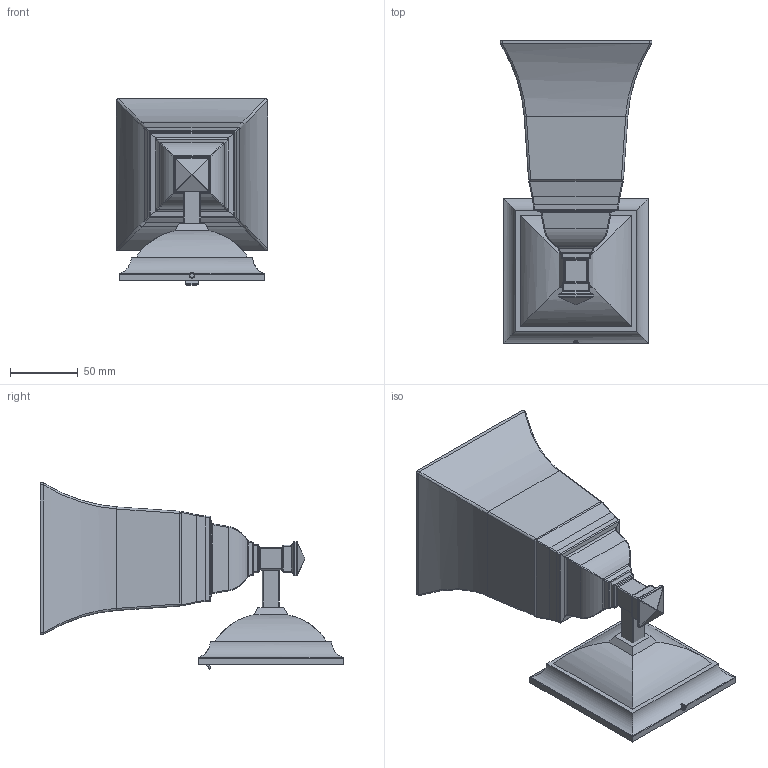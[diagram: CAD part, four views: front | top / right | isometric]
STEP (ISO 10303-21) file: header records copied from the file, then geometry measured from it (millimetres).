
FILE_DESCRIPTION((''),'2;1');
FILE_NAME('19-51SC_SW0001','2010-06-11T',('shambuling'),(''),'PRO/ENGINEER BY PARAMETRIC TECHNOLOGY CORPORATION, 2009300','PRO/ENGINEER BY PARAMETRIC TECHNOLOGY CORPORATION, 2009300','');
FILE_SCHEMA(('CONFIG_CONTROL_DESIGN'));
Length unit declared in the file: inch
Products named in the file (1): 19-51SC_SW0001
Bounding box: 112.01 x 223.93 x 137.58 mm (x, y, z)
Surface area: 108335.3 mm2 (no closed solid volume)
Topology: 0 solids, 10 shells, 375 faces, 919 edges, 550 vertices
Faces by surface type: cylinder 156, bspline 124, plane 91, sphere 4
Entity records: 16176 total; most frequent: CARTESIAN_POINT 8619, ORIENTED_EDGE 1726, DIRECTION 1211, EDGE_CURVE 919, VERTEX_POINT 550, AXIS2_PLACEMENT_3D 424, B_SPLINE_CURVE_WITH_KNOTS 383, EDGE_LOOP 375
